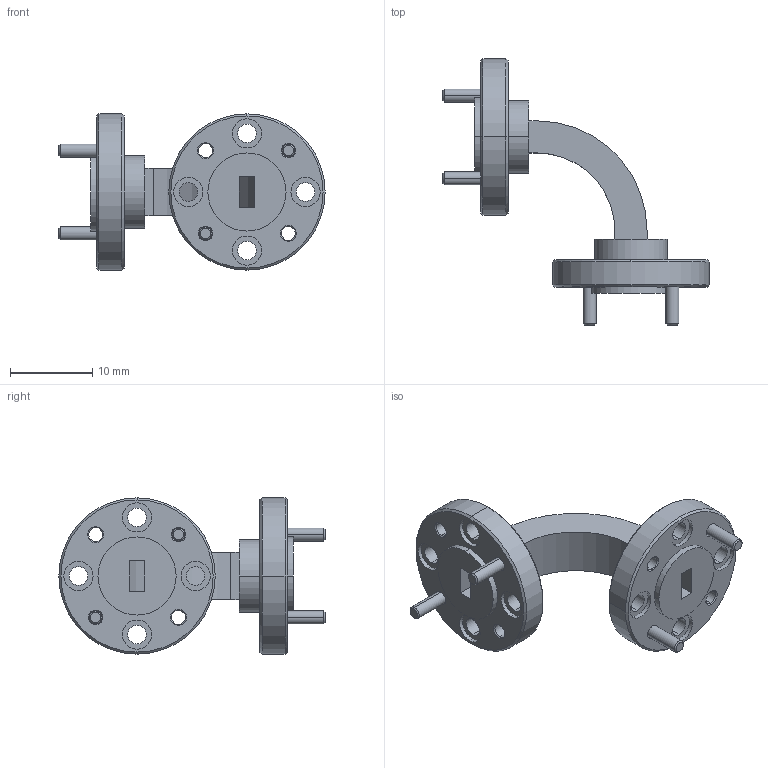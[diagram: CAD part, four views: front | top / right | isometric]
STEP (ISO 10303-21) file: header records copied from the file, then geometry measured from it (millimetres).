
FILE_DESCRIPTION (( 'STEP AP203' ), '1' );
FILE_NAME ('SWB-15090-EB.STEP', '2016-12-19T19:47:12', ( '' ), ( '' ), 'SwSTEP 2.0', 'SolidWorks 2013', '' );
FILE_SCHEMA (( 'CONFIG_CONTROL_DESIGN' ));
Length unit declared in the file: millimetre
Products named in the file (1): SWB-15090-EB
Bounding box: 32.45 x 32.45 x 19.05 mm (x, y, z)
Surface area: 2662.7 mm2 (no closed solid volume)
Topology: 0 solids, 5 shells, 146 faces, 346 edges, 222 vertices
Faces by surface type: cylinder 70, cone 40, plane 36
Entity records: 4587 total; most frequent: CARTESIAN_POINT 905, DIRECTION 830, ORIENTED_EDGE 684, EDGE_CURVE 346, AXIS2_PLACEMENT_3D 341, VERTEX_POINT 222, EDGE_LOOP 194, CIRCLE 194
